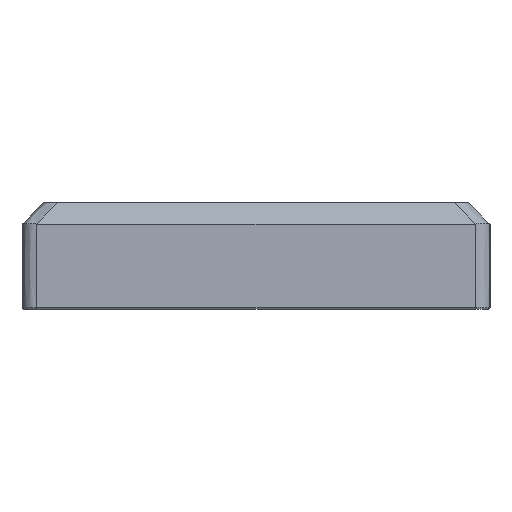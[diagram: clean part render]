
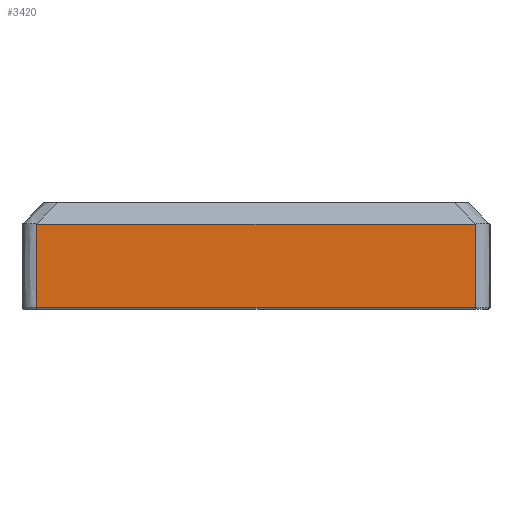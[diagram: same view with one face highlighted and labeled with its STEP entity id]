
A CAD part, left-side view. The second image highlights one B-rep face of the part: STEP entity #3420.
In plain terms, the highlighted planar face has unit normal (-1, 0, 0).
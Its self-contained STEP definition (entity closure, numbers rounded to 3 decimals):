
#68=B_SPLINE_CURVE_WITH_KNOTS('',3,(#5660,#5661,#5662,#5663),
 .UNSPECIFIED.,.F.,.F.,(4,4),(-1.635,0.08),
 .UNSPECIFIED.);
#71=B_SPLINE_CURVE_WITH_KNOTS('',3,(#5683,#5684,#5685,#5686),
 .UNSPECIFIED.,.F.,.F.,(4,4),(-0.08,1.635),
 .UNSPECIFIED.);
#192=PLANE('',#3723);
#354=FACE_OUTER_BOUND('',#561,.T.);
#561=EDGE_LOOP('',(#2732,#2733,#2734,#2735));
#988=LINE('',#5520,#1299);
#1003=LINE('',#5687,#1314);
#1299=VECTOR('',#4369,10.);
#1314=VECTOR('',#4414,10.);
#1620=VERTEX_POINT('',#5469);
#1622=VERTEX_POINT('',#5518);
#1635=VERTEX_POINT('',#5659);
#1637=VERTEX_POINT('',#5682);
#2018=EDGE_CURVE('',#1622,#1620,#988,.T.);
#2043=EDGE_CURVE('',#1620,#1635,#68,.T.);
#2046=EDGE_CURVE('',#1637,#1622,#71,.T.);
#2047=EDGE_CURVE('',#1635,#1637,#1003,.F.);
#2732=ORIENTED_EDGE('',*,*,#2018,.F.);
#2733=ORIENTED_EDGE('',*,*,#2046,.F.);
#2734=ORIENTED_EDGE('',*,*,#2047,.F.);
#2735=ORIENTED_EDGE('',*,*,#2043,.F.);
#3420=ADVANCED_FACE('',(#354),#192,.T.);
#3723=AXIS2_PLACEMENT_3D('',#5681,#4412,#4413);
#4369=DIRECTION('',(0.,1.,0.));
#4412=DIRECTION('center_axis',(-1.,0.,0.));
#4413=DIRECTION('ref_axis',(0.,-1.,0.));
#4414=DIRECTION('',(0.,1.,0.));
#5469=CARTESIAN_POINT('',(59.256,-45.588,-12.15));
#5518=CARTESIAN_POINT('',(59.256,-135.387,-12.15));
#5520=CARTESIAN_POINT('',(59.256,-67.438,-12.15));
#5659=CARTESIAN_POINT('',(59.256,-45.588,5.));
#5660=CARTESIAN_POINT('Ctrl Pts',(59.256,-45.588,-12.15));
#5661=CARTESIAN_POINT('Ctrl Pts',(59.256,-45.588,-6.433));
#5662=CARTESIAN_POINT('Ctrl Pts',(59.256,-45.588,-0.717));
#5663=CARTESIAN_POINT('Ctrl Pts',(59.256,-45.588,5.));
#5681=CARTESIAN_POINT('Origin',(59.256,-44.388,1.6));
#5682=CARTESIAN_POINT('',(59.256,-135.387,5.));
#5683=CARTESIAN_POINT('Ctrl Pts',(59.256,-135.387,5.));
#5684=CARTESIAN_POINT('Ctrl Pts',(59.256,-135.387,-0.717));
#5685=CARTESIAN_POINT('Ctrl Pts',(59.256,-135.387,-6.433));
#5686=CARTESIAN_POINT('Ctrl Pts',(59.256,-135.387,-12.15));
#5687=CARTESIAN_POINT('',(59.256,-55.913,5.));
